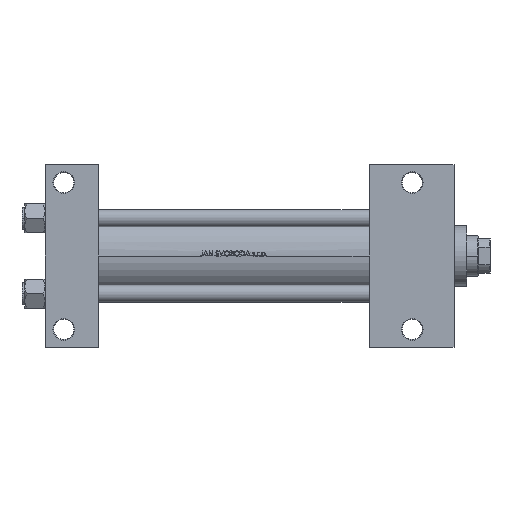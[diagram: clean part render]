
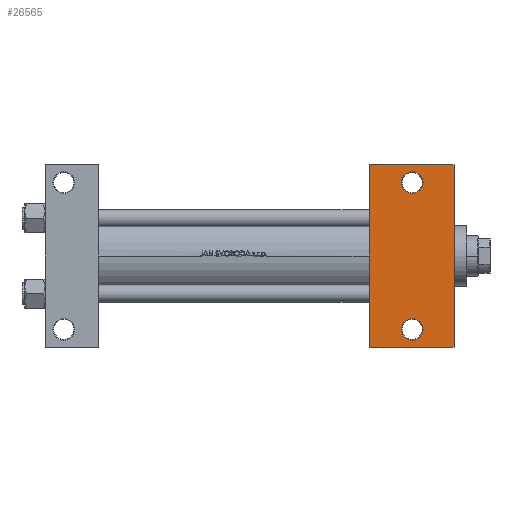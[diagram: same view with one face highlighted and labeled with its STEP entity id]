
A CAD part, front view. The second image highlights one B-rep face of the part: STEP entity #26565.
In plain terms, the highlighted face is planar.
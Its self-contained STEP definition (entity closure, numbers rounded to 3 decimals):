
#2098 = CARTESIAN_POINT ( 'NONE',  ( 255., -51., -37.5 ) ) ;
#2494 = DIRECTION ( 'NONE',  ( 0., 0., 1. ) ) ;
#2650 = VECTOR ( 'NONE', #11805, 1000. ) ;
#2959 = ORIENTED_EDGE ( 'NONE', *, *, #27477, .T. ) ;
#3389 = DIRECTION ( 'NONE',  ( 0., -1., 0. ) ) ;
#4013 = FACE_OUTER_BOUND ( 'NONE', #13081, .T. ) ;
#5352 = VECTOR ( 'NONE', #31762, 1000. ) ;
#5585 = EDGE_CURVE ( 'NONE', #46203, #7649, #35348, .T. ) ;
#6047 = DIRECTION ( 'NONE',  ( 0., 0., 1. ) ) ;
#6441 = DIRECTION ( 'NONE',  ( 0., 0., 1. ) ) ;
#7649 = VERTEX_POINT ( 'NONE', #22526 ) ;
#9136 = LINE ( 'NONE', #46653, #5352 ) ;
#9314 = AXIS2_PLACEMENT_3D ( 'NONE', #2098, #6047, #17253 ) ;
#10344 = EDGE_CURVE ( 'NONE', #17753, #16337, #17280, .T. ) ;
#11805 = DIRECTION ( 'NONE',  ( 1., 0., 0. ) ) ;
#12004 = EDGE_CURVE ( 'NONE', #16337, #17753, #22893, .T. ) ;
#13081 = EDGE_LOOP ( 'NONE', ( #45358, #2959, #25129, #19582 ) ) ;
#13372 = AXIS2_PLACEMENT_3D ( 'NONE', #44200, #6441, #18116 ) ;
#13527 = CARTESIAN_POINT ( 'NONE',  ( 225., 63.5, -37.5 ) ) ;
#14708 = DIRECTION ( 'NONE',  ( 0., 0., -1. ) ) ;
#14813 = CARTESIAN_POINT ( 'NONE',  ( 284., 37.5, -37.5 ) ) ;
#15708 = FACE_BOUND ( 'NONE', #23245, .T. ) ;
#16337 = VERTEX_POINT ( 'NONE', #18188 ) ;
#16564 = LINE ( 'NONE', #16812, #19663 ) ;
#16812 = CARTESIAN_POINT ( 'NONE',  ( 225., 37.5, -37.5 ) ) ;
#16817 = VERTEX_POINT ( 'NONE', #24235 ) ;
#17253 = DIRECTION ( 'NONE',  ( -1., 0., 0. ) ) ;
#17280 = CIRCLE ( 'NONE', #9314, 7.5 ) ;
#17753 = VERTEX_POINT ( 'NONE', #24812 ) ;
#18116 = DIRECTION ( 'NONE',  ( -1., 0., 0. ) ) ;
#18188 = CARTESIAN_POINT ( 'NONE',  ( 262.5, -51., -37.5 ) ) ;
#18307 = VECTOR ( 'NONE', #3389, 1000. ) ;
#19037 = VERTEX_POINT ( 'NONE', #47575 ) ;
#19582 = ORIENTED_EDGE ( 'NONE', *, *, #36464, .T. ) ;
#19663 = VECTOR ( 'NONE', #47584, 1000. ) ;
#22085 = DIRECTION ( 'NONE',  ( -1., 0., 0. ) ) ;
#22526 = CARTESIAN_POINT ( 'NONE',  ( 247.5, 51., -37.5 ) ) ;
#22893 = CIRCLE ( 'NONE', #13372, 7.5 ) ;
#23245 = EDGE_LOOP ( 'NONE', ( #31850, #46580 ) ) ;
#24235 = CARTESIAN_POINT ( 'NONE',  ( 284., 63.5, -37.5 ) ) ;
#24812 = CARTESIAN_POINT ( 'NONE',  ( 247.5, -51., -37.5 ) ) ;
#25118 = CIRCLE ( 'NONE', #45749, 7.5 ) ;
#25129 = ORIENTED_EDGE ( 'NONE', *, *, #47753, .T. ) ;
#26565 = ADVANCED_FACE ( 'NONE', ( #15708, #29864, #4013 ), #34575, .T. ) ;
#27477 = EDGE_CURVE ( 'NONE', #27662, #16817, #41608, .T. ) ;
#27502 = CARTESIAN_POINT ( 'NONE',  ( 262.5, 51., -37.5 ) ) ;
#27662 = VERTEX_POINT ( 'NONE', #13527 ) ;
#29488 = LINE ( 'NONE', #14813, #18307 ) ;
#29864 = FACE_BOUND ( 'NONE', #36499, .T. ) ;
#30422 = CARTESIAN_POINT ( 'NONE',  ( 284., -63.5, -37.5 ) ) ;
#31762 = DIRECTION ( 'NONE',  ( -1., 0., 0. ) ) ;
#31850 = ORIENTED_EDGE ( 'NONE', *, *, #34537, .T. ) ;
#33779 = AXIS2_PLACEMENT_3D ( 'NONE', #36999, #2494, #22085 ) ;
#33823 = DIRECTION ( 'NONE',  ( -1., 0., 0. ) ) ;
#34537 = EDGE_CURVE ( 'NONE', #7649, #46203, #25118, .T. ) ;
#34575 = PLANE ( 'NONE',  #43886 ) ;
#34907 = CARTESIAN_POINT ( 'NONE',  ( 225., 63.5, -37.5 ) ) ;
#35348 = CIRCLE ( 'NONE', #33779, 7.5 ) ;
#35400 = DIRECTION ( 'NONE',  ( 0., 0., 1. ) ) ;
#35651 = CARTESIAN_POINT ( 'NONE',  ( 255., 51., -37.5 ) ) ;
#36464 = EDGE_CURVE ( 'NONE', #40035, #19037, #9136, .T. ) ;
#36499 = EDGE_LOOP ( 'NONE', ( #38075, #39866 ) ) ;
#36999 = CARTESIAN_POINT ( 'NONE',  ( 255., 51., -37.5 ) ) ;
#38075 = ORIENTED_EDGE ( 'NONE', *, *, #10344, .T. ) ;
#39866 = ORIENTED_EDGE ( 'NONE', *, *, #12004, .T. ) ;
#40035 = VERTEX_POINT ( 'NONE', #30422 ) ;
#41085 = EDGE_CURVE ( 'NONE', #27662, #19037, #16564, .T. ) ;
#41608 = LINE ( 'NONE', #34907, #2650 ) ;
#43345 = DIRECTION ( 'NONE',  ( -1., 0., 0. ) ) ;
#43886 = AXIS2_PLACEMENT_3D ( 'NONE', #45258, #14708, #33823 ) ;
#44200 = CARTESIAN_POINT ( 'NONE',  ( 255., -51., -37.5 ) ) ;
#45258 = CARTESIAN_POINT ( 'NONE',  ( 284., 37.5, -37.5 ) ) ;
#45358 = ORIENTED_EDGE ( 'NONE', *, *, #41085, .F. ) ;
#45749 = AXIS2_PLACEMENT_3D ( 'NONE', #35651, #35400, #43345 ) ;
#46203 = VERTEX_POINT ( 'NONE', #27502 ) ;
#46580 = ORIENTED_EDGE ( 'NONE', *, *, #5585, .T. ) ;
#46653 = CARTESIAN_POINT ( 'NONE',  ( 225., -63.5, -37.5 ) ) ;
#47575 = CARTESIAN_POINT ( 'NONE',  ( 225., -63.5, -37.5 ) ) ;
#47584 = DIRECTION ( 'NONE',  ( 0., -1., 0. ) ) ;
#47753 = EDGE_CURVE ( 'NONE', #16817, #40035, #29488, .T. ) ;
